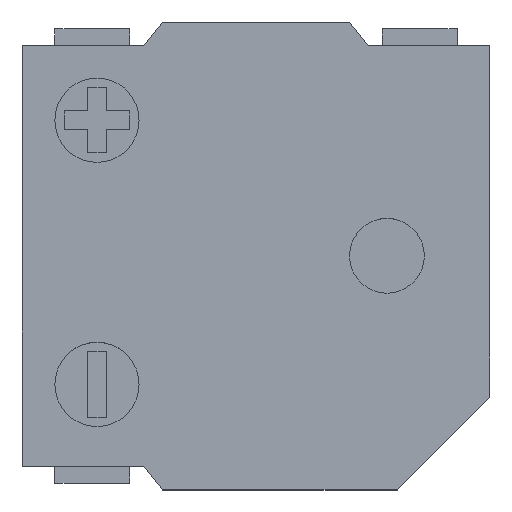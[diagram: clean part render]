
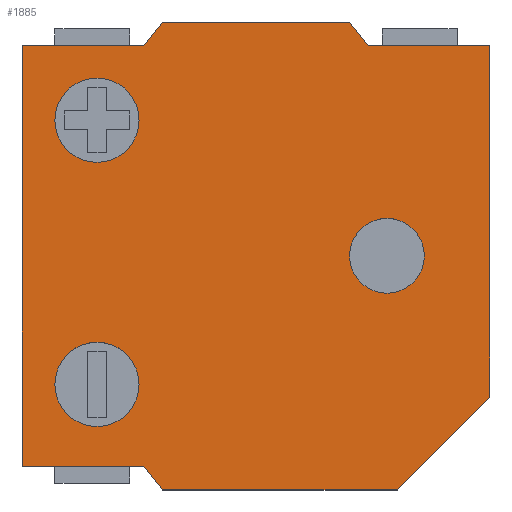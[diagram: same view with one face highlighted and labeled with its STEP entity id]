
A CAD part, top view. The second image highlights one B-rep face of the part: STEP entity #1885.
In plain terms, the highlighted planar face has unit normal (0, 0, 1).
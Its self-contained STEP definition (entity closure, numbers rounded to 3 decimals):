
#5 = LINE ( 'NONE', #2420, #1029 ) ;
#13 = EDGE_CURVE ( 'NONE', #242, #2670, #1500, .T. ) ;
#25 = ORIENTED_EDGE ( 'NONE', *, *, #688, .F. ) ;
#26 = EDGE_CURVE ( 'NONE', #2983, #1242, #65, .T. ) ;
#30 = ORIENTED_EDGE ( 'NONE', *, *, #1917, .F. ) ;
#58 = DIRECTION ( 'NONE',  ( 0., 0., -1. ) ) ;
#65 = LINE ( 'NONE', #2483, #622 ) ;
#87 = CARTESIAN_POINT ( 'NONE',  ( 1.2, 2.25, 2. ) ) ;
#97 = DIRECTION ( 'NONE',  ( 0., 0., -1. ) ) ;
#109 = DIRECTION ( 'NONE',  ( -1., 0., 0. ) ) ;
#150 = EDGE_CURVE ( 'NONE', #2132, #2348, #1548, .T. ) ;
#164 = CARTESIAN_POINT ( 'NONE',  ( 2.5, 2.25, 2. ) ) ;
#203 = CARTESIAN_POINT ( 'NONE',  ( 1.2, 2.25, 2. ) ) ;
#209 = EDGE_CURVE ( 'NONE', #2324, #3104, #2124, .T. ) ;
#229 = ORIENTED_EDGE ( 'NONE', *, *, #2056, .T. ) ;
#242 = VERTEX_POINT ( 'NONE', #453 ) ;
#306 = ORIENTED_EDGE ( 'NONE', *, *, #886, .F. ) ;
#308 = CARTESIAN_POINT ( 'NONE',  ( -1.7, 1.45, 2. ) ) ;
#337 = DIRECTION ( 'NONE',  ( 0.625, 0.781, 0. ) ) ;
#354 = ORIENTED_EDGE ( 'NONE', *, *, #13, .F. ) ;
#357 = CARTESIAN_POINT ( 'NONE',  ( 1.4, 0., 2. ) ) ;
#370 = VECTOR ( 'NONE', #930, 1000. ) ;
#383 = LINE ( 'NONE', #1356, #416 ) ;
#384 = CARTESIAN_POINT ( 'NONE',  ( -2.5, 2.25, 2. ) ) ;
#416 = VECTOR ( 'NONE', #2529, 1000. ) ;
#449 = VERTEX_POINT ( 'NONE', #1455 ) ;
#453 = CARTESIAN_POINT ( 'NONE',  ( -1., 2.5, 2. ) ) ;
#468 = FACE_BOUND ( 'NONE', #2638, .T. ) ;
#477 = ORIENTED_EDGE ( 'NONE', *, *, #2395, .T. ) ;
#487 = DIRECTION ( 'NONE',  ( 0., 0., -1. ) ) ;
#502 = DIRECTION ( 'NONE',  ( 0., 1., 0. ) ) ;
#513 = EDGE_CURVE ( 'NONE', #2520, #449, #5, .T. ) ;
#519 = VECTOR ( 'NONE', #2327, 1000. ) ;
#524 = CARTESIAN_POINT ( 'NONE',  ( -1., 2.5, 2. ) ) ;
#563 = ORIENTED_EDGE ( 'NONE', *, *, #611, .T. ) ;
#580 = CIRCLE ( 'NONE', #2391, 0.45 ) ;
#592 = EDGE_CURVE ( 'NONE', #649, #2520, #703, .T. ) ;
#593 = CARTESIAN_POINT ( 'NONE',  ( -1.7, -1.375, 2. ) ) ;
#611 = EDGE_CURVE ( 'NONE', #2025, #1242, #1570, .T. ) ;
#622 = VECTOR ( 'NONE', #2722, 1000. ) ;
#649 = VERTEX_POINT ( 'NONE', #1909 ) ;
#678 = DIRECTION ( 'NONE',  ( 0., 1., 0. ) ) ;
#688 = EDGE_CURVE ( 'NONE', #2670, #1234, #383, .T. ) ;
#703 = LINE ( 'NONE', #2551, #2683 ) ;
#709 = FACE_BOUND ( 'NONE', #1062, .T. ) ;
#760 = DIRECTION ( 'NONE',  ( 1., 0., 0. ) ) ;
#833 = CIRCLE ( 'NONE', #1620, 0.45 ) ;
#866 = DIRECTION ( 'NONE',  ( -1., 0., 0. ) ) ;
#886 = EDGE_CURVE ( 'NONE', #951, #242, #2730, .T. ) ;
#889 = AXIS2_PLACEMENT_3D ( 'NONE', #308, #2828, #3084 ) ;
#930 = DIRECTION ( 'NONE',  ( 1., 0., 0. ) ) ;
#951 = VERTEX_POINT ( 'NONE', #2058 ) ;
#957 = ORIENTED_EDGE ( 'NONE', *, *, #26, .F. ) ;
#989 = VERTEX_POINT ( 'NONE', #2821 ) ;
#1029 = VECTOR ( 'NONE', #1436, 1000. ) ;
#1062 = EDGE_LOOP ( 'NONE', ( #2753, #2394 ) ) ;
#1077 = LINE ( 'NONE', #384, #1661 ) ;
#1226 = ORIENTED_EDGE ( 'NONE', *, *, #2013, .F. ) ;
#1234 = VERTEX_POINT ( 'NONE', #87 ) ;
#1239 = EDGE_CURVE ( 'NONE', #3139, #951, #1077, .T. ) ;
#1242 = VERTEX_POINT ( 'NONE', #1601 ) ;
#1356 = CARTESIAN_POINT ( 'NONE',  ( 1., 2.5, 2. ) ) ;
#1401 = VECTOR ( 'NONE', #337, 1000. ) ;
#1436 = DIRECTION ( 'NONE',  ( -1., 0., 0. ) ) ;
#1455 = CARTESIAN_POINT ( 'NONE',  ( -2.5, -2.25, 2. ) ) ;
#1500 = LINE ( 'NONE', #524, #1502 ) ;
#1502 = VECTOR ( 'NONE', #760, 1000. ) ;
#1509 = CARTESIAN_POINT ( 'NONE',  ( 1.4, 0.4, 2. ) ) ;
#1548 = CIRCLE ( 'NONE', #2278, 0.4 ) ;
#1554 = DIRECTION ( 'NONE',  ( 0., 0., -1. ) ) ;
#1570 = LINE ( 'NONE', #2067, #519 ) ;
#1601 = CARTESIAN_POINT ( 'NONE',  ( 2.5, -1.51, 2. ) ) ;
#1612 = DIRECTION ( 'NONE',  ( -1., 0., 0. ) ) ;
#1620 = AXIS2_PLACEMENT_3D ( 'NONE', #593, #2760, #2309 ) ;
#1639 = CARTESIAN_POINT ( 'NONE',  ( -1.25, 1.45, 2. ) ) ;
#1657 = EDGE_LOOP ( 'NONE', ( #2582, #477 ) ) ;
#1661 = VECTOR ( 'NONE', #2108, 1000. ) ;
#1712 = CARTESIAN_POINT ( 'NONE',  ( 1.4, -0.4, 2. ) ) ;
#1713 = AXIS2_PLACEMENT_3D ( 'NONE', #2700, #487, #2190 ) ;
#1838 = DIRECTION ( 'NONE',  ( 0., 0., -1. ) ) ;
#1868 = ORIENTED_EDGE ( 'NONE', *, *, #592, .F. ) ;
#1877 = CARTESIAN_POINT ( 'NONE',  ( -1.2, -2.25, 2. ) ) ;
#1885 = ADVANCED_FACE ( 'NONE', ( #2953, #468, #709, #3213 ), #2205, .F. ) ;
#1909 = CARTESIAN_POINT ( 'NONE',  ( -1., -2.5, 2. ) ) ;
#1917 = EDGE_CURVE ( 'NONE', #1234, #2983, #2631, .T. ) ;
#2013 = EDGE_CURVE ( 'NONE', #449, #3139, #3153, .T. ) ;
#2025 = VERTEX_POINT ( 'NONE', #2269 ) ;
#2050 = DIRECTION ( 'NONE',  ( -0.625, 0.781, 0. ) ) ;
#2056 = EDGE_CURVE ( 'NONE', #2348, #2132, #2693, .T. ) ;
#2058 = CARTESIAN_POINT ( 'NONE',  ( -1.2, 2.25, 2. ) ) ;
#2067 = CARTESIAN_POINT ( 'NONE',  ( 1.695, -2.315, 2. ) ) ;
#2083 = VECTOR ( 'NONE', #109, 1000. ) ;
#2108 = DIRECTION ( 'NONE',  ( 1., 0., 0. ) ) ;
#2124 = CIRCLE ( 'NONE', #3212, 0.45 ) ;
#2132 = VERTEX_POINT ( 'NONE', #1509 ) ;
#2153 = EDGE_CURVE ( 'NONE', #989, #2919, #580, .T. ) ;
#2171 = EDGE_CURVE ( 'NONE', #2025, #649, #2801, .T. ) ;
#2190 = DIRECTION ( 'NONE',  ( 0., -1., 0. ) ) ;
#2205 = PLANE ( 'NONE',  #1713 ) ;
#2226 = ORIENTED_EDGE ( 'NONE', *, *, #1239, .F. ) ;
#2237 = AXIS2_PLACEMENT_3D ( 'NONE', #2765, #1554, #502 ) ;
#2269 = CARTESIAN_POINT ( 'NONE',  ( 1.51, -2.5, 2. ) ) ;
#2278 = AXIS2_PLACEMENT_3D ( 'NONE', #357, #1838, #2840 ) ;
#2307 = ORIENTED_EDGE ( 'NONE', *, *, #513, .F. ) ;
#2309 = DIRECTION ( 'NONE',  ( -1., 0., 0. ) ) ;
#2317 = CARTESIAN_POINT ( 'NONE',  ( 1.35, -2.5, 2. ) ) ;
#2323 = CARTESIAN_POINT ( 'NONE',  ( -1.7, -1.375, 2. ) ) ;
#2324 = VERTEX_POINT ( 'NONE', #2441 ) ;
#2327 = DIRECTION ( 'NONE',  ( 0.707, 0.707, 0. ) ) ;
#2348 = VERTEX_POINT ( 'NONE', #1712 ) ;
#2391 = AXIS2_PLACEMENT_3D ( 'NONE', #3020, #58, #866 ) ;
#2393 = EDGE_CURVE ( 'NONE', #2919, #989, #3019, .T. ) ;
#2394 = ORIENTED_EDGE ( 'NONE', *, *, #2393, .T. ) ;
#2395 = EDGE_CURVE ( 'NONE', #3104, #2324, #833, .T. ) ;
#2420 = CARTESIAN_POINT ( 'NONE',  ( -1.2, -2.25, 2. ) ) ;
#2426 = CARTESIAN_POINT ( 'NONE',  ( -1.25, -1.375, 2. ) ) ;
#2441 = CARTESIAN_POINT ( 'NONE',  ( -2.15, -1.375, 2. ) ) ;
#2483 = CARTESIAN_POINT ( 'NONE',  ( 2.5, -1.35, 2. ) ) ;
#2520 = VERTEX_POINT ( 'NONE', #1877 ) ;
#2529 = DIRECTION ( 'NONE',  ( 0.625, -0.781, 0. ) ) ;
#2539 = CARTESIAN_POINT ( 'NONE',  ( -1.2, 2.25, 2. ) ) ;
#2551 = CARTESIAN_POINT ( 'NONE',  ( -1., -2.5, 2. ) ) ;
#2569 = ORIENTED_EDGE ( 'NONE', *, *, #150, .T. ) ;
#2582 = ORIENTED_EDGE ( 'NONE', *, *, #209, .T. ) ;
#2631 = LINE ( 'NONE', #203, #370 ) ;
#2638 = EDGE_LOOP ( 'NONE', ( #2569, #229 ) ) ;
#2670 = VERTEX_POINT ( 'NONE', #2963 ) ;
#2683 = VECTOR ( 'NONE', #2050, 1000. ) ;
#2693 = CIRCLE ( 'NONE', #2237, 0.4 ) ;
#2700 = CARTESIAN_POINT ( 'NONE',  ( -1.7, 1.45, 2. ) ) ;
#2715 = CARTESIAN_POINT ( 'NONE',  ( -2.5, 2.25, 2. ) ) ;
#2722 = DIRECTION ( 'NONE',  ( 0., -1., 0. ) ) ;
#2730 = LINE ( 'NONE', #2539, #1401 ) ;
#2753 = ORIENTED_EDGE ( 'NONE', *, *, #2153, .T. ) ;
#2760 = DIRECTION ( 'NONE',  ( 0., 0., -1. ) ) ;
#2765 = CARTESIAN_POINT ( 'NONE',  ( 1.4, 0., 2. ) ) ;
#2801 = LINE ( 'NONE', #2317, #2083 ) ;
#2802 = VECTOR ( 'NONE', #678, 1000. ) ;
#2821 = CARTESIAN_POINT ( 'NONE',  ( -2.15, 1.45, 2. ) ) ;
#2828 = DIRECTION ( 'NONE',  ( 0., 0., -1. ) ) ;
#2840 = DIRECTION ( 'NONE',  ( 0., 1., 0. ) ) ;
#2904 = CARTESIAN_POINT ( 'NONE',  ( -2.5, -2.25, 2. ) ) ;
#2919 = VERTEX_POINT ( 'NONE', #1639 ) ;
#2953 = FACE_OUTER_BOUND ( 'NONE', #3151, .T. ) ;
#2960 = ORIENTED_EDGE ( 'NONE', *, *, #2171, .F. ) ;
#2963 = CARTESIAN_POINT ( 'NONE',  ( 1., 2.5, 2. ) ) ;
#2983 = VERTEX_POINT ( 'NONE', #164 ) ;
#3019 = CIRCLE ( 'NONE', #889, 0.45 ) ;
#3020 = CARTESIAN_POINT ( 'NONE',  ( -1.7, 1.45, 2. ) ) ;
#3084 = DIRECTION ( 'NONE',  ( -1., 0., 0. ) ) ;
#3104 = VERTEX_POINT ( 'NONE', #2426 ) ;
#3139 = VERTEX_POINT ( 'NONE', #2715 ) ;
#3151 = EDGE_LOOP ( 'NONE', ( #563, #957, #30, #25, #354, #306, #2226, #1226, #2307, #1868, #2960 ) ) ;
#3153 = LINE ( 'NONE', #2904, #2802 ) ;
#3212 = AXIS2_PLACEMENT_3D ( 'NONE', #2323, #97, #1612 ) ;
#3213 = FACE_BOUND ( 'NONE', #1657, .T. ) ;
